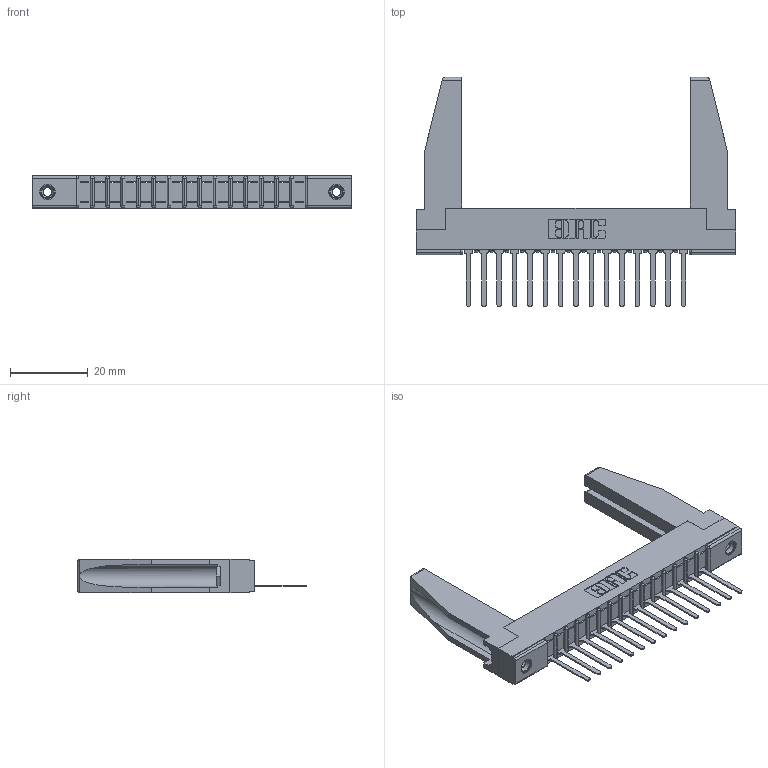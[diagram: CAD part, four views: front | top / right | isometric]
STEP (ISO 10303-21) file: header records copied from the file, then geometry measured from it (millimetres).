
FILE_DESCRIPTION (( 'STEP AP203' ), '1' );
FILE_NAME ('357-015-447-178.STEP', '2020-09-30T17:21:03', ( '' ), ( '' ), 'SwSTEP 2.0', 'SolidWorks 2020', '' );
FILE_SCHEMA (( 'CONFIG_CONTROL_DESIGN' ));
Length unit declared in the file: inch
Products named in the file (5): 357-015-447-178; 307-220-078; 307 Part_.156 Dia Mounting Holes; 307-290-001_547; 345-250-001_345-250-001-102
Assembly tree (20 placements, depth 2):
  357-015-447-178
    307 Part_.156 Dia Mounting Holes
    307-290-001_547  x15
    307-220-078  x2
    345-250-001_345-250-001-102  x2
Bounding box: 82.45 x 59.13 x 8.71 mm (x, y, z)
Volume: 9250.9 mm3; surface area: 11921.8 mm2
Topology: 20 solids, 20 shells, 1104 faces, 3083 edges, 1982 vertices
Faces by surface type: plane 709, cylinder 347, sphere 32, cone 12, torus 4
Entity records: 18595 total; most frequent: CARTESIAN_POINT 3122, ORIENTED_EDGE 3064, DIRECTION 3008, EDGE_CURVE 1532, LINE 1168, VECTOR 1168, VERTEX_POINT 992, AXIS2_PLACEMENT_3D 920
